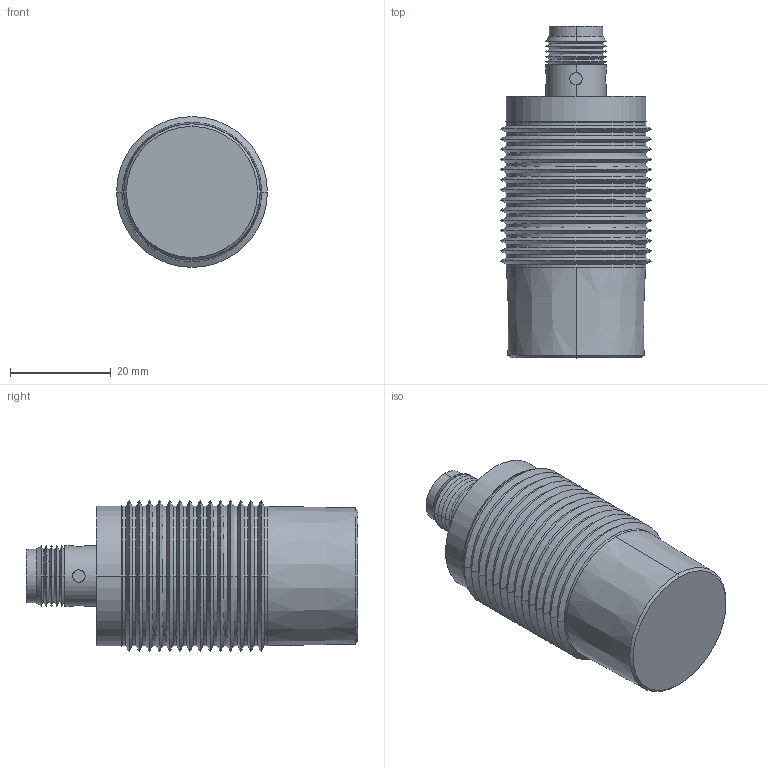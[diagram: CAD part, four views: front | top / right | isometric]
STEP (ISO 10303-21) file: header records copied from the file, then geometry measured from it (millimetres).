
FILE_DESCRIPTION(('STEP AP214'),'1');
FILE_NAME('cctmp_A1591E8F-3C03-4D2D-8648-FA9DEE9EC0D2_2020_11_4_13_1_38_258..stp','2020-11-04T12:01:38',('Pepperl+Fuchs GmbH'),('CADClick - www.CADClick.com'),'Spatial InterOp 3D',' ','unknown authorization');
FILE_SCHEMA(('AUTOMOTIVE_DESIGN { 1 0 10303 214 1 1 1 1 }'));
Length unit declared in the file: millimetre
Products named in the file (1): 2020_11_04__13-01-38-256
Bounding box: 30 x 66 x 30 mm (x, y, z)
Volume: 23787.4 mm3; surface area: 11997.1 mm2
Topology: 1 solids, 3 shells, 195 faces, 432 edges, 235 vertices
Faces by surface type: cone 94, cylinder 72, plane 21, sphere 8
Entity records: 7114 total; most frequent: CARTESIAN_POINT 1265, DIRECTION 976, ORIENTED_EDGE 828, EDGE_CURVE 414, AXIS2_PLACEMENT_3D 402, VERTEX_POINT 235, EDGE_LOOP 213, CIRCLE 206
